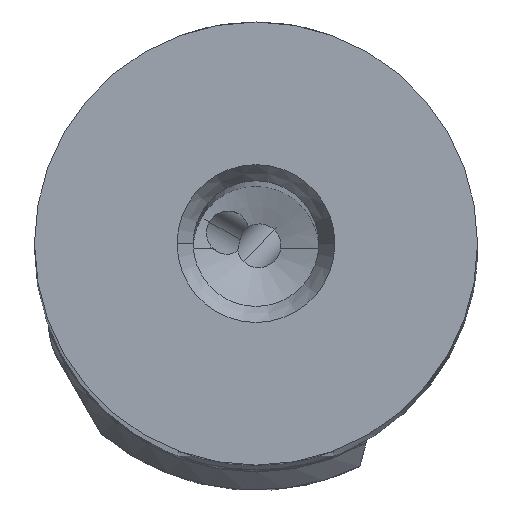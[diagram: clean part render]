
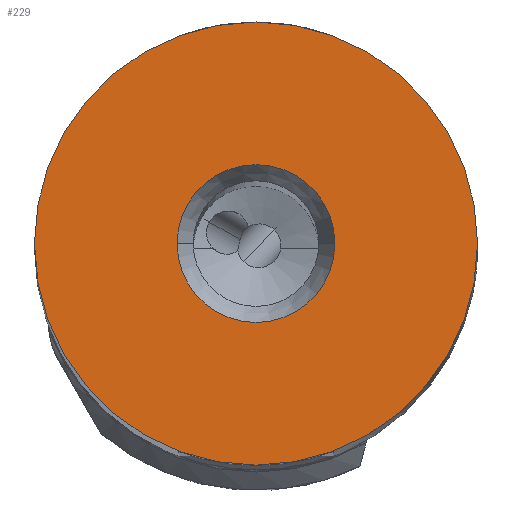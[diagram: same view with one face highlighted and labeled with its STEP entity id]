
A CAD part, top view. The second image highlights one B-rep face of the part: STEP entity #229.
In plain terms, the highlighted planar face has unit normal (0, 0, 1).
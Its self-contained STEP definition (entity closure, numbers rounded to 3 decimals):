
#121=PLANE('',#2367);
#150=FACE_BOUND('',#519,.T.);
#151=FACE_BOUND('',#520,.T.);
#229=ADVANCED_FACE('',(#150,#151),#121,.T.);
#519=EDGE_LOOP('',(#1397,#1398));
#520=EDGE_LOOP('',(#1399,#1400));
#1397=ORIENTED_EDGE('',*,*,#2032,.F.);
#1398=ORIENTED_EDGE('',*,*,#2020,.F.);
#1399=ORIENTED_EDGE('',*,*,#2040,.F.);
#1400=ORIENTED_EDGE('',*,*,#2041,.F.);
#1737=VERTEX_POINT('',#4693);
#1738=VERTEX_POINT('',#4695);
#1751=VERTEX_POINT('',#4755);
#1752=VERTEX_POINT('',#4756);
#2020=EDGE_CURVE('',#1737,#1738,#2153,.T.);
#2032=EDGE_CURVE('',#1738,#1737,#2156,.T.);
#2040=EDGE_CURVE('',#1751,#1752,#2157,.T.);
#2041=EDGE_CURVE('',#1752,#1751,#2158,.T.);
#2153=CIRCLE('',#2349,15.875);
#2156=CIRCLE('',#2358,15.875);
#2157=CIRCLE('',#2365,5.655);
#2158=CIRCLE('',#2366,5.655);
#2349=AXIS2_PLACEMENT_3D('',#4694,#2842,#2843);
#2358=AXIS2_PLACEMENT_3D('',#4733,#2864,#2865);
#2365=AXIS2_PLACEMENT_3D('',#4754,#2881,#2882);
#2366=AXIS2_PLACEMENT_3D('',#4757,#2883,#2884);
#2367=AXIS2_PLACEMENT_3D('',#4758,#2885,#2886);
#2842=DIRECTION('',(0.,0.,-1.));
#2843=DIRECTION('',(1.,0.,0.));
#2864=DIRECTION('',(0.,0.,-1.));
#2865=DIRECTION('',(-1.,0.,0.));
#2881=DIRECTION('',(0.,0.,1.));
#2882=DIRECTION('',(1.,0.,0.));
#2883=DIRECTION('',(0.,0.,1.));
#2884=DIRECTION('',(-1.,0.,0.));
#2885=DIRECTION('',(0.,0.,1.));
#2886=DIRECTION('',(-1.,0.,0.));
#4693=CARTESIAN_POINT('',(15.875,0.,0.));
#4694=CARTESIAN_POINT('',(0.,0.,0.));
#4695=CARTESIAN_POINT('',(-15.875,0.,0.));
#4733=CARTESIAN_POINT('',(0.,0.,0.));
#4754=CARTESIAN_POINT('',(0.,0.,0.));
#4755=CARTESIAN_POINT('',(5.655,0.,0.));
#4756=CARTESIAN_POINT('',(-5.655,0.,0.));
#4757=CARTESIAN_POINT('',(0.,0.,0.));
#4758=CARTESIAN_POINT('',(0.,0.,0.));
